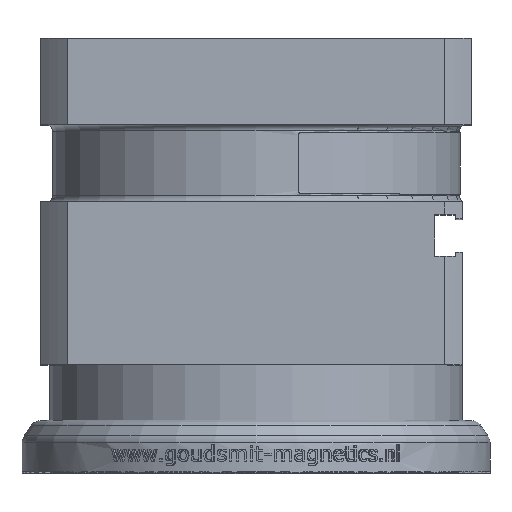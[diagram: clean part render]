
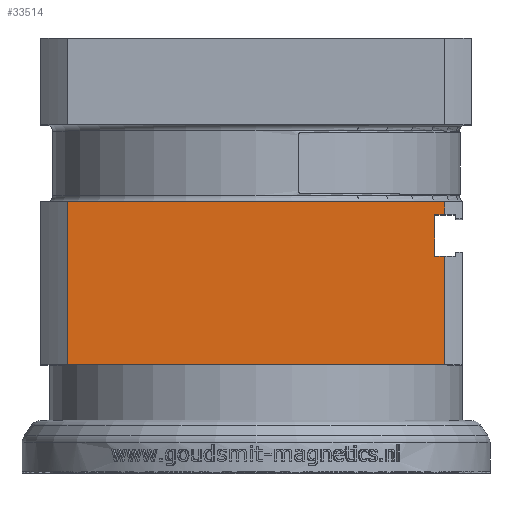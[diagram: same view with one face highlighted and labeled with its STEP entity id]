
A CAD part, top view. The second image highlights one B-rep face of the part: STEP entity #33514.
In plain terms, the highlighted planar face has unit normal (0, 0, 1).
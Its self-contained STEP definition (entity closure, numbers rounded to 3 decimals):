
#2733=LINE('',#49811,#4789);
#2750=LINE('',#49875,#4806);
#2751=LINE('',#49877,#4807);
#2752=LINE('',#49878,#4808);
#2753=LINE('',#49880,#4809);
#2754=LINE('',#49882,#4810);
#2755=LINE('',#49884,#4811);
#2756=LINE('',#49885,#4812);
#4789=VECTOR('',#40762,10.);
#4806=VECTOR('',#40821,10.);
#4807=VECTOR('',#40822,10.);
#4808=VECTOR('',#40823,10.);
#4809=VECTOR('',#40824,10.);
#4810=VECTOR('',#40825,10.);
#4811=VECTOR('',#40826,10.);
#4812=VECTOR('',#40827,10.);
#6667=PLANE('',#36218);
#9070=FACE_OUTER_BOUND('',#10944,.T.);
#10944=EDGE_LOOP('',(#23584,#23585,#23586,#23587,#23588,#23589,#23590,#23591));
#14807=VERTEX_POINT('',#49809);
#14808=VERTEX_POINT('',#49810);
#14833=VERTEX_POINT('',#49873);
#14834=VERTEX_POINT('',#49874);
#14835=VERTEX_POINT('',#49876);
#14836=VERTEX_POINT('',#49879);
#14837=VERTEX_POINT('',#49881);
#14838=VERTEX_POINT('',#49883);
#18312=EDGE_CURVE('',#14807,#14808,#2733,.T.);
#18342=EDGE_CURVE('',#14833,#14834,#2750,.T.);
#18343=EDGE_CURVE('',#14835,#14834,#2751,.T.);
#18344=EDGE_CURVE('',#14808,#14835,#2752,.T.);
#18345=EDGE_CURVE('',#14836,#14807,#2753,.T.);
#18346=EDGE_CURVE('',#14837,#14836,#2754,.T.);
#18347=EDGE_CURVE('',#14837,#14838,#2755,.T.);
#18348=EDGE_CURVE('',#14838,#14833,#2756,.T.);
#23584=ORIENTED_EDGE('',*,*,#18342,.T.);
#23585=ORIENTED_EDGE('',*,*,#18343,.F.);
#23586=ORIENTED_EDGE('',*,*,#18344,.F.);
#23587=ORIENTED_EDGE('',*,*,#18312,.F.);
#23588=ORIENTED_EDGE('',*,*,#18345,.F.);
#23589=ORIENTED_EDGE('',*,*,#18346,.F.);
#23590=ORIENTED_EDGE('',*,*,#18347,.T.);
#23591=ORIENTED_EDGE('',*,*,#18348,.T.);
#33514=ADVANCED_FACE('',(#9070),#6667,.T.);
#36218=AXIS2_PLACEMENT_3D('',#49872,#40819,#40820);
#40762=DIRECTION('',(0.,1.,0.));
#40819=DIRECTION('center_axis',(0.,0.,1.));
#40820=DIRECTION('ref_axis',(1.,0.,0.));
#40821=DIRECTION('',(1.,0.,0.));
#40822=DIRECTION('',(0.,-1.,0.));
#40823=DIRECTION('',(1.,0.,0.));
#40824=DIRECTION('',(-1.,0.,0.));
#40825=DIRECTION('',(0.,-1.,0.));
#40826=DIRECTION('',(-1.,0.,0.));
#40827=DIRECTION('',(0.,1.,0.));
#49809=CARTESIAN_POINT('',(-30.615,11.5,35.));
#49810=CARTESIAN_POINT('',(-30.615,38.,35.));
#49811=CARTESIAN_POINT('',(-30.615,24.75,35.));
#49872=CARTESIAN_POINT('Origin',(-30.615,64.5,35.));
#49873=CARTESIAN_POINT('',(29.,35.9,35.));
#49874=CARTESIAN_POINT('',(30.615,35.9,35.));
#49875=CARTESIAN_POINT('',(0.893,35.9,35.));
#49876=CARTESIAN_POINT('',(30.615,38.,35.));
#49877=CARTESIAN_POINT('',(30.615,24.75,35.));
#49878=CARTESIAN_POINT('',(4.568,38.,35.));
#49879=CARTESIAN_POINT('',(30.615,11.5,35.));
#49880=CARTESIAN_POINT('',(3.818,11.5,35.));
#49881=CARTESIAN_POINT('',(30.615,29.1,35.));
#49882=CARTESIAN_POINT('',(30.615,24.75,35.));
#49883=CARTESIAN_POINT('',(29.,29.1,35.));
#49884=CARTESIAN_POINT('',(-0.807,29.1,35.));
#49885=CARTESIAN_POINT('',(29.,50.2,35.));
